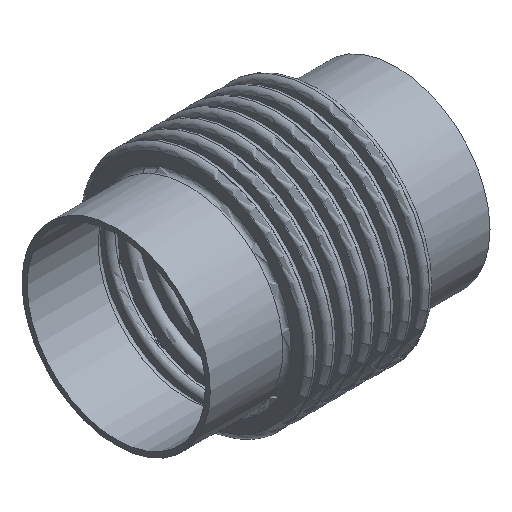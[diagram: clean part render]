
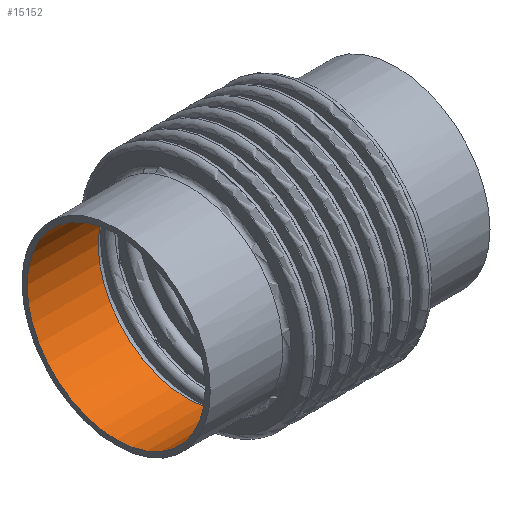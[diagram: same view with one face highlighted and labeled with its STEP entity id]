
A CAD part, isometric view. The second image highlights one B-rep face of the part: STEP entity #15152.
In plain terms, the highlighted cylindrical face has radius 79.65 mm (diameter 159.3 mm), a full revolution.
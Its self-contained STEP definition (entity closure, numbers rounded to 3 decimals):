
#7401=CARTESIAN_POINT('',(-61.451,-0.,79.65));
#7402=VERTEX_POINT('',#7401);
#7403=CARTESIAN_POINT('',(-61.451,-68.979,-39.825));
#7404=VERTEX_POINT('',#7403);
#7405=CARTESIAN_POINT('',(-61.451,-0.,0.));
#7406=DIRECTION('',(1.,-0.,-0.));
#7407=DIRECTION('',(0.,0.,1.));
#7408=AXIS2_PLACEMENT_3D('',#7405,#7406,#7407);
#7409=CIRCLE('',#7408,79.65);
#7410=EDGE_CURVE('',#7402,#7404,#7409,.T.);
#7412=CARTESIAN_POINT('',(-61.451,79.65,0.));
#7413=VERTEX_POINT('',#7412);
#7414=CARTESIAN_POINT('',(-61.451,-0.,0.));
#7415=DIRECTION('',(1.,-0.,-0.));
#7416=DIRECTION('',(0.,0.,1.));
#7417=AXIS2_PLACEMENT_3D('',#7414,#7415,#7416);
#7418=CIRCLE('',#7417,79.65);
#7419=EDGE_CURVE('',#7413,#7402,#7418,.T.);
#7421=CARTESIAN_POINT('',(-61.451,68.979,-39.825));
#7422=VERTEX_POINT('',#7421);
#7423=CARTESIAN_POINT('',(-61.451,-0.,0.));
#7424=DIRECTION('',(1.,-0.,-0.));
#7425=DIRECTION('',(0.,0.,1.));
#7426=AXIS2_PLACEMENT_3D('',#7423,#7424,#7425);
#7427=CIRCLE('',#7426,79.65);
#7428=EDGE_CURVE('',#7422,#7413,#7427,.T.);
#7430=CARTESIAN_POINT('',(-61.451,-0.,0.));
#7431=DIRECTION('',(1.,-0.,-0.));
#7432=DIRECTION('',(0.,0.,1.));
#7433=AXIS2_PLACEMENT_3D('',#7430,#7431,#7432);
#7434=CIRCLE('',#7433,79.65);
#7435=EDGE_CURVE('',#7404,#7422,#7434,.T.);
#15098=CARTESIAN_POINT('',(-66.584,-0.,0.));
#15099=DIRECTION('',(-1.,0.,0.));
#15100=DIRECTION('',(0.,1.,-0.));
#15101=AXIS2_PLACEMENT_3D('',#15098,#15099,#15100);
#15102=CYLINDRICAL_SURFACE('',#15101,79.65);
#15103=CARTESIAN_POINT('',(-125.,79.65,0.));
#15104=VERTEX_POINT('',#15103);
#15105=CARTESIAN_POINT('',(-125.,79.65,0.));
#15106=DIRECTION('',(1.,-0.,-0.));
#15107=VECTOR('',#15106,63.549);
#15108=LINE('',#15105,#15107);
#15109=EDGE_CURVE('',#15104,#7413,#15108,.T.);
#15110=ORIENTED_EDGE('',*,*,#15109,.F.);
#15111=CARTESIAN_POINT('',(-125.,68.979,-39.825));
#15112=VERTEX_POINT('',#15111);
#15113=CARTESIAN_POINT('',(-125.,0.,0.));
#15114=DIRECTION('',(1.,-0.,-0.));
#15115=DIRECTION('',(0.,0.,1.));
#15116=AXIS2_PLACEMENT_3D('',#15113,#15114,#15115);
#15117=CIRCLE('',#15116,79.65);
#15118=EDGE_CURVE('',#15112,#15104,#15117,.T.);
#15119=ORIENTED_EDGE('',*,*,#15118,.F.);
#15120=CARTESIAN_POINT('',(-125.,-68.979,-39.825));
#15121=VERTEX_POINT('',#15120);
#15122=CARTESIAN_POINT('',(-125.,0.,0.));
#15123=DIRECTION('',(1.,-0.,-0.));
#15124=DIRECTION('',(0.,0.,1.));
#15125=AXIS2_PLACEMENT_3D('',#15122,#15123,#15124);
#15126=CIRCLE('',#15125,79.65);
#15127=EDGE_CURVE('',#15121,#15112,#15126,.T.);
#15128=ORIENTED_EDGE('',*,*,#15127,.F.);
#15129=CARTESIAN_POINT('',(-125.,0.,79.65));
#15130=VERTEX_POINT('',#15129);
#15131=CARTESIAN_POINT('',(-125.,0.,0.));
#15132=DIRECTION('',(1.,-0.,-0.));
#15133=DIRECTION('',(0.,0.,1.));
#15134=AXIS2_PLACEMENT_3D('',#15131,#15132,#15133);
#15135=CIRCLE('',#15134,79.65);
#15136=EDGE_CURVE('',#15130,#15121,#15135,.T.);
#15137=ORIENTED_EDGE('',*,*,#15136,.F.);
#15138=CARTESIAN_POINT('',(-125.,0.,0.));
#15139=DIRECTION('',(1.,-0.,-0.));
#15140=DIRECTION('',(0.,0.,1.));
#15141=AXIS2_PLACEMENT_3D('',#15138,#15139,#15140);
#15142=CIRCLE('',#15141,79.65);
#15143=EDGE_CURVE('',#15104,#15130,#15142,.T.);
#15144=ORIENTED_EDGE('',*,*,#15143,.F.);
#15145=ORIENTED_EDGE('',*,*,#15109,.T.);
#15146=ORIENTED_EDGE('',*,*,#7419,.T.);
#15147=ORIENTED_EDGE('',*,*,#7410,.T.);
#15148=ORIENTED_EDGE('',*,*,#7435,.T.);
#15149=ORIENTED_EDGE('',*,*,#7428,.T.);
#15150=EDGE_LOOP('',(#15110,#15119,#15128,#15137,#15144,#15145,#15146,#15147,#15148,#15149));
#15151=FACE_BOUND('',#15150,.T.);
#15152=ADVANCED_FACE('',(#15151),#15102,.F.);
